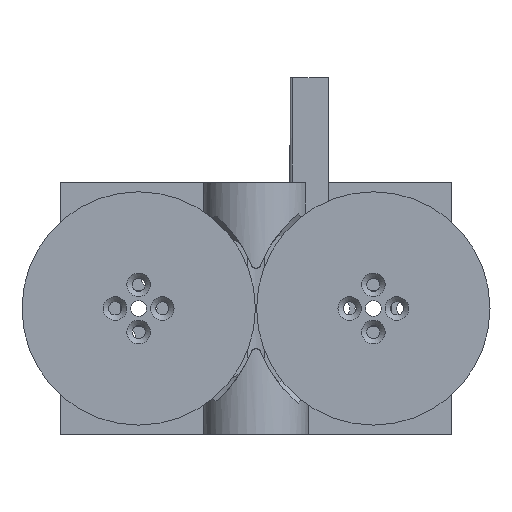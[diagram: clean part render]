
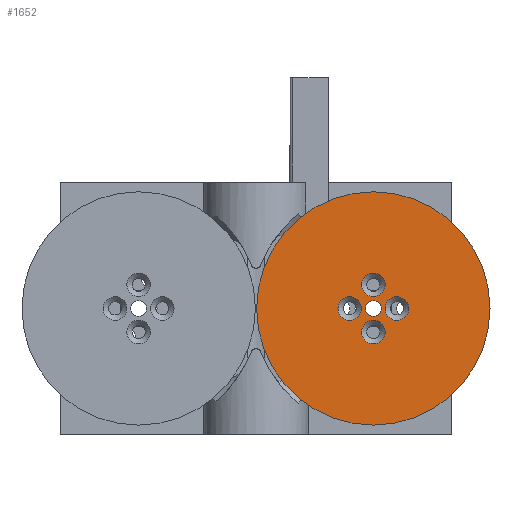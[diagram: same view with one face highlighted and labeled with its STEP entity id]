
A CAD part, front view. The second image highlights one B-rep face of the part: STEP entity #1652.
In plain terms, the highlighted face is planar.
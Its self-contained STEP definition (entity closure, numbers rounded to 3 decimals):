
#338=FACE_BOUND('',#467,.T.);
#339=FACE_BOUND('',#468,.T.);
#340=FACE_BOUND('',#469,.T.);
#341=FACE_BOUND('',#470,.T.);
#342=FACE_BOUND('',#471,.T.);
#375=FACE_OUTER_BOUND('',#466,.T.);
#466=EDGE_LOOP('',(#1118));
#467=EDGE_LOOP('',(#1119));
#468=EDGE_LOOP('',(#1120));
#469=EDGE_LOOP('',(#1121));
#470=EDGE_LOOP('',(#1122));
#471=EDGE_LOOP('',(#1123));
#594=CIRCLE('',#1760,22.25);
#595=CIRCLE('',#1761,2.25);
#596=CIRCLE('',#1762,2.25);
#597=CIRCLE('',#1763,1.5);
#598=CIRCLE('',#1764,2.25);
#599=CIRCLE('',#1765,2.25);
#698=VERTEX_POINT('',#2453);
#699=VERTEX_POINT('',#2455);
#700=VERTEX_POINT('',#2457);
#701=VERTEX_POINT('',#2459);
#702=VERTEX_POINT('',#2461);
#703=VERTEX_POINT('',#2463);
#864=EDGE_CURVE('',#698,#698,#594,.T.);
#865=EDGE_CURVE('',#699,#699,#595,.T.);
#866=EDGE_CURVE('',#700,#700,#596,.T.);
#867=EDGE_CURVE('',#701,#701,#597,.T.);
#868=EDGE_CURVE('',#702,#702,#598,.T.);
#869=EDGE_CURVE('',#703,#703,#599,.T.);
#1118=ORIENTED_EDGE('',*,*,#864,.F.);
#1119=ORIENTED_EDGE('',*,*,#865,.F.);
#1120=ORIENTED_EDGE('',*,*,#866,.F.);
#1121=ORIENTED_EDGE('',*,*,#867,.T.);
#1122=ORIENTED_EDGE('',*,*,#868,.F.);
#1123=ORIENTED_EDGE('',*,*,#869,.F.);
#1626=PLANE('',#1759);
#1652=ADVANCED_FACE('',(#375,#338,#339,#340,#341,#342),#1626,.F.);
#1759=AXIS2_PLACEMENT_3D('',#2452,#1960,#1961);
#1760=AXIS2_PLACEMENT_3D('',#2454,#1962,#1963);
#1761=AXIS2_PLACEMENT_3D('',#2456,#1964,#1965);
#1762=AXIS2_PLACEMENT_3D('',#2458,#1966,#1967);
#1763=AXIS2_PLACEMENT_3D('',#2460,#1968,#1969);
#1764=AXIS2_PLACEMENT_3D('',#2462,#1970,#1971);
#1765=AXIS2_PLACEMENT_3D('',#2464,#1972,#1973);
#1960=DIRECTION('center_axis',(0.,-1.,0.));
#1961=DIRECTION('ref_axis',(0.,0.,-1.));
#1962=DIRECTION('center_axis',(0.,-1.,0.));
#1963=DIRECTION('ref_axis',(0.,0.,-1.));
#1964=DIRECTION('center_axis',(0.,1.,0.));
#1965=DIRECTION('ref_axis',(1.,0.,0.));
#1966=DIRECTION('center_axis',(0.,1.,0.));
#1967=DIRECTION('ref_axis',(1.,0.,0.));
#1968=DIRECTION('center_axis',(0.,-1.,0.));
#1969=DIRECTION('ref_axis',(1.,0.,0.));
#1970=DIRECTION('center_axis',(0.,1.,0.));
#1971=DIRECTION('ref_axis',(1.,0.,0.));
#1972=DIRECTION('center_axis',(0.,1.,0.));
#1973=DIRECTION('ref_axis',(1.,0.,0.));
#2452=CARTESIAN_POINT('Origin',(0.,15.,0.));
#2453=CARTESIAN_POINT('',(0.,15.,22.25));
#2454=CARTESIAN_POINT('Origin',(0.,15.,0.));
#2455=CARTESIAN_POINT('',(-2.25,15.,4.5));
#2456=CARTESIAN_POINT('Origin',(0.,15.,4.5));
#2457=CARTESIAN_POINT('',(-2.25,15.,-4.5));
#2458=CARTESIAN_POINT('Origin',(0.,15.,-4.5));
#2459=CARTESIAN_POINT('',(-1.5,15.,0.));
#2460=CARTESIAN_POINT('Origin',(0.,15.,0.));
#2461=CARTESIAN_POINT('',(2.25,15.,0.));
#2462=CARTESIAN_POINT('Origin',(4.5,15.,0.));
#2463=CARTESIAN_POINT('',(-6.75,15.,0.));
#2464=CARTESIAN_POINT('Origin',(-4.5,15.,0.));
